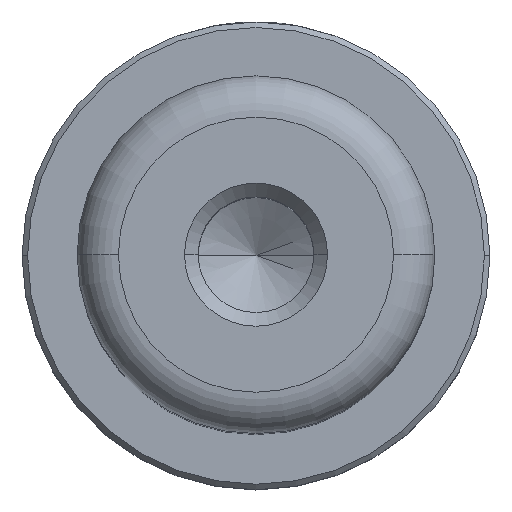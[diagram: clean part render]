
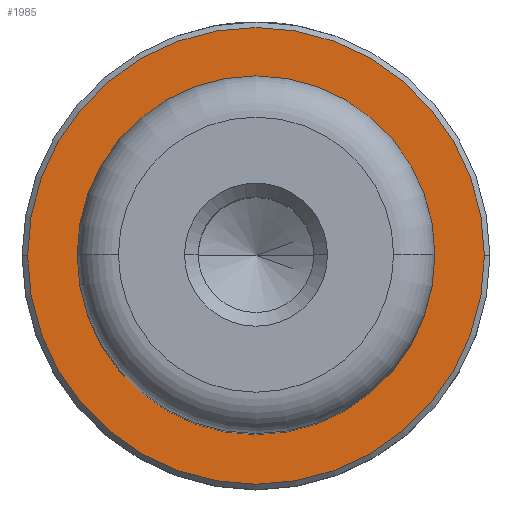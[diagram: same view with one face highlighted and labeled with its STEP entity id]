
A CAD part, top view. The second image highlights one B-rep face of the part: STEP entity #1985.
In plain terms, the highlighted planar face has unit normal (0, 0, 1).
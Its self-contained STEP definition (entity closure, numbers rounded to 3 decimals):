
#125 = CARTESIAN_POINT ( 'NONE',  ( 0., 0., 15. ) ) ;
#181 = ORIENTED_EDGE ( 'NONE', *, *, #454, .T. ) ;
#310 = DIRECTION ( 'NONE',  ( 1., 0., 0. ) ) ;
#328 = EDGE_LOOP ( 'NONE', ( #181, #875 ) ) ;
#336 = ORIENTED_EDGE ( 'NONE', *, *, #969, .T. ) ;
#386 = AXIS2_PLACEMENT_3D ( 'NONE', #125, #1284, #310 ) ;
#395 = CARTESIAN_POINT ( 'NONE',  ( 8.3, 0., 15. ) ) ;
#410 = AXIS2_PLACEMENT_3D ( 'NONE', #594, #587, #572 ) ;
#454 = EDGE_CURVE ( 'NONE', #1198, #993, #910, .T. ) ;
#468 = EDGE_CURVE ( 'NONE', #1721, #1199, #1176, .T. ) ;
#470 = CARTESIAN_POINT ( 'NONE',  ( 0., 0., 15. ) ) ;
#471 = CIRCLE ( 'NONE', #386, 8.3 ) ;
#534 = DIRECTION ( 'NONE',  ( 1., 0., 0. ) ) ;
#538 = DIRECTION ( 'NONE',  ( 0., 0., 1. ) ) ;
#541 = CARTESIAN_POINT ( 'NONE',  ( 0., 0., 15. ) ) ;
#572 = DIRECTION ( 'NONE',  ( -1., 0., 0. ) ) ;
#587 = DIRECTION ( 'NONE',  ( 0., 0., -1. ) ) ;
#594 = CARTESIAN_POINT ( 'NONE',  ( 0., 0., 15. ) ) ;
#629 = AXIS2_PLACEMENT_3D ( 'NONE', #541, #538, #534 ) ;
#630 = DIRECTION ( 'NONE',  ( -1., 0., 0. ) ) ;
#716 = CARTESIAN_POINT ( 'NONE',  ( -6., 0., 15. ) ) ;
#746 = AXIS2_PLACEMENT_3D ( 'NONE', #470, #1555, #630 ) ;
#845 = CIRCLE ( 'NONE', #746, 6. ) ;
#875 = ORIENTED_EDGE ( 'NONE', *, *, #1417, .T. ) ;
#910 = CIRCLE ( 'NONE', #410, 6. ) ;
#945 = PLANE ( 'NONE',  #1958 ) ;
#969 = EDGE_CURVE ( 'NONE', #1199, #1721, #471, .T. ) ;
#993 = VERTEX_POINT ( 'NONE', #1435 ) ;
#1007 = FACE_BOUND ( 'NONE', #328, .T. ) ;
#1102 = DIRECTION ( 'NONE',  ( 1., 0., 0. ) ) ;
#1142 = ORIENTED_EDGE ( 'NONE', *, *, #468, .T. ) ;
#1176 = CIRCLE ( 'NONE', #629, 8.3 ) ;
#1198 = VERTEX_POINT ( 'NONE', #716 ) ;
#1199 = VERTEX_POINT ( 'NONE', #395 ) ;
#1213 = EDGE_LOOP ( 'NONE', ( #1142, #336 ) ) ;
#1257 = CARTESIAN_POINT ( 'NONE',  ( 0., 0., 15. ) ) ;
#1284 = DIRECTION ( 'NONE',  ( 0., 0., 1. ) ) ;
#1417 = EDGE_CURVE ( 'NONE', #993, #1198, #845, .T. ) ;
#1423 = FACE_OUTER_BOUND ( 'NONE', #1213, .T. ) ;
#1435 = CARTESIAN_POINT ( 'NONE',  ( 6., 0., 15. ) ) ;
#1555 = DIRECTION ( 'NONE',  ( 0., 0., -1. ) ) ;
#1721 = VERTEX_POINT ( 'NONE', #1771 ) ;
#1771 = CARTESIAN_POINT ( 'NONE',  ( -8.3, 0., 15. ) ) ;
#1958 = AXIS2_PLACEMENT_3D ( 'NONE', #1257, #2046, #1102 ) ;
#1985 = ADVANCED_FACE ( 'NONE', ( #1423, #1007 ), #945, .T. ) ;
#2046 = DIRECTION ( 'NONE',  ( 0., 0., 1. ) ) ;
